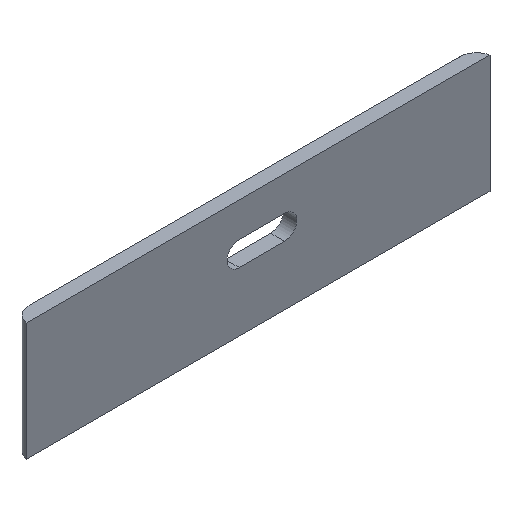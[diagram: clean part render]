
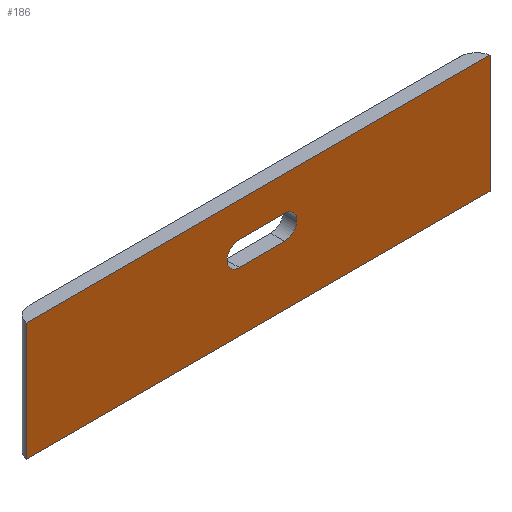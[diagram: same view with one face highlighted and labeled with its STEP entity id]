
A CAD part, isometric view. The second image highlights one B-rep face of the part: STEP entity #186.
In plain terms, the highlighted planar face has unit normal (0, -1, 0).
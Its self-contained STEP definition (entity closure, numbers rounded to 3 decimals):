
#16=FACE_BOUND('',#44,.T.);
#22=PLANE('',#218);
#32=FACE_OUTER_BOUND('',#43,.T.);
#43=EDGE_LOOP('',(#165,#166,#167,#168));
#44=EDGE_LOOP('',(#169,#170,#171,#172));
#46=LINE('',#282,#62);
#52=LINE('',#299,#68);
#53=LINE('',#304,#69);
#54=LINE('',#306,#70);
#55=LINE('',#310,#71);
#59=LINE('',#319,#75);
#62=VECTOR('',#228,10.);
#68=VECTOR('',#242,10.);
#69=VECTOR('',#249,10.);
#70=VECTOR('',#252,10.);
#71=VECTOR('',#255,10.);
#75=VECTOR('',#265,10.);
#83=CIRCLE('',#214,1.75);
#84=CIRCLE('',#217,1.75);
#85=VERTEX_POINT('',#275);
#88=VERTEX_POINT('',#280);
#95=VERTEX_POINT('',#298);
#96=VERTEX_POINT('',#302);
#97=VERTEX_POINT('',#308);
#98=VERTEX_POINT('',#309);
#99=VERTEX_POINT('',#314);
#100=VERTEX_POINT('',#318);
#104=EDGE_CURVE('',#85,#88,#46,.T.);
#112=EDGE_CURVE('',#95,#85,#52,.T.);
#115=EDGE_CURVE('',#96,#95,#53,.T.);
#116=EDGE_CURVE('',#88,#96,#54,.T.);
#117=EDGE_CURVE('',#97,#98,#55,.T.);
#120=EDGE_CURVE('',#99,#97,#83,.T.);
#122=EDGE_CURVE('',#100,#99,#59,.T.);
#124=EDGE_CURVE('',#98,#100,#84,.T.);
#165=ORIENTED_EDGE('',*,*,#116,.T.);
#166=ORIENTED_EDGE('',*,*,#115,.T.);
#167=ORIENTED_EDGE('',*,*,#112,.T.);
#168=ORIENTED_EDGE('',*,*,#104,.T.);
#169=ORIENTED_EDGE('',*,*,#124,.F.);
#170=ORIENTED_EDGE('',*,*,#117,.F.);
#171=ORIENTED_EDGE('',*,*,#120,.F.);
#172=ORIENTED_EDGE('',*,*,#122,.F.);
#186=ADVANCED_FACE('',(#32,#16),#22,.F.);
#214=AXIS2_PLACEMENT_3D('',#315,#260,#261);
#217=AXIS2_PLACEMENT_3D('',#322,#269,#270);
#218=AXIS2_PLACEMENT_3D('',#323,#271,#272);
#228=DIRECTION('',(0.,0.,-1.));
#242=DIRECTION('',(-1.,0.,0.));
#249=DIRECTION('',(0.,0.,1.));
#252=DIRECTION('',(1.,0.,0.));
#255=DIRECTION('',(1.,0.,0.));
#260=DIRECTION('center_axis',(0.,-1.,0.));
#261=DIRECTION('ref_axis',(0.,0.,-1.));
#265=DIRECTION('',(-1.,0.,0.));
#269=DIRECTION('center_axis',(0.,-1.,0.));
#270=DIRECTION('ref_axis',(0.,0.,1.));
#271=DIRECTION('center_axis',(0.,1.,0.));
#272=DIRECTION('ref_axis',(-1.,0.,0.));
#275=CARTESIAN_POINT('',(41.,-5.,20.));
#280=CARTESIAN_POINT('',(41.,-5.,3.));
#282=CARTESIAN_POINT('',(41.,-5.,20.));
#298=CARTESIAN_POINT('',(107.875,-5.,20.));
#299=CARTESIAN_POINT('',(107.875,-5.,20.));
#302=CARTESIAN_POINT('',(107.875,-5.,3.));
#304=CARTESIAN_POINT('',(107.875,-5.,3.));
#306=CARTESIAN_POINT('',(41.,-5.,3.));
#308=CARTESIAN_POINT('',(71.731,-5.,11.554));
#309=CARTESIAN_POINT('',(78.279,-5.,11.554));
#310=CARTESIAN_POINT('',(71.731,-5.,11.554));
#314=CARTESIAN_POINT('',(71.731,-5.,15.054));
#315=CARTESIAN_POINT('Origin',(71.731,-5.,13.304));
#318=CARTESIAN_POINT('',(78.279,-5.,15.054));
#319=CARTESIAN_POINT('',(78.279,-5.,15.054));
#322=CARTESIAN_POINT('Origin',(78.279,-5.,13.304));
#323=CARTESIAN_POINT('Origin',(74.438,-5.,11.5));
